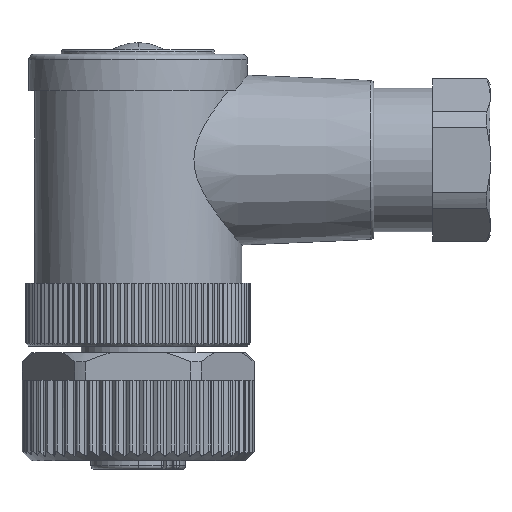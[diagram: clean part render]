
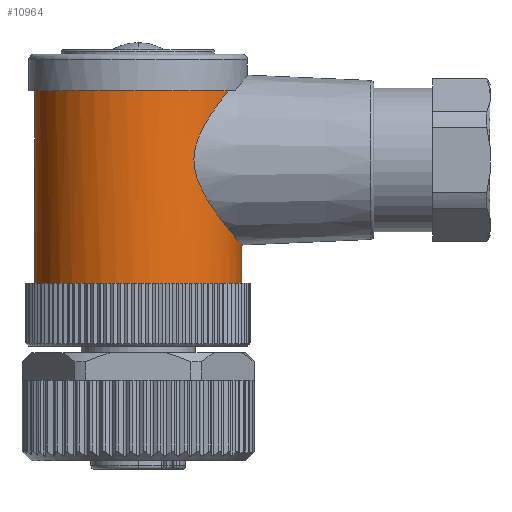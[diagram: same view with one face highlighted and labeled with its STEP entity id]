
A CAD part, front view. The second image highlights one B-rep face of the part: STEP entity #10964.
In plain terms, the highlighted cylindrical face has radius 9 mm (diameter 18 mm), a partial arc.
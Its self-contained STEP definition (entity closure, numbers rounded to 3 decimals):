
#10857=AXIS2_PLACEMENT_3D('Cylinder Axis2P3D',#10854,#10855,#10856) ;
#4137=CARTESIAN_POINT('Control Point',(19.1,10.082,16.2)) ;
#4138=CARTESIAN_POINT('Control Point',(19.1,9.2,16.2)) ;
#4139=CARTESIAN_POINT('Control Point',(18.992,8.318,16.2)) ;
#4140=CARTESIAN_POINT('Control Point',(18.776,7.454,16.2)) ;
#4141=CARTESIAN_POINT('Control Point',(18.137,5.796,16.2)) ;
#4142=CARTESIAN_POINT('Control Point',(17.116,4.342,16.2)) ;
#4143=CARTESIAN_POINT('Control Point',(16.519,3.681,16.2)) ;
#4144=CARTESIAN_POINT('Control Point',(15.175,2.519,16.2)) ;
#4145=CARTESIAN_POINT('Control Point',(13.59,1.716,16.2)) ;
#4146=CARTESIAN_POINT('Control Point',(12.752,1.413,16.2)) ;
#4147=CARTESIAN_POINT('Control Point',(11.019,1.021,16.2)) ;
#4148=CARTESIAN_POINT('Control Point',(9.243,1.057,16.2)) ;
#4149=CARTESIAN_POINT('Control Point',(8.361,1.185,16.2)) ;
#4150=CARTESIAN_POINT('Control Point',(6.647,1.654,16.2)) ;
#4151=CARTESIAN_POINT('Control Point',(5.097,2.522,16.2)) ;
#4152=CARTESIAN_POINT('Control Point',(4.379,3.05,16.2)) ;
#4153=CARTESIAN_POINT('Control Point',(3.088,4.27,16.2)) ;
#4154=CARTESIAN_POINT('Control Point',(2.129,5.765,16.2)) ;
#4155=CARTESIAN_POINT('Control Point',(1.743,6.569,16.2)) ;
#4156=CARTESIAN_POINT('Control Point',(1.344,7.758,16.2)) ;
#4157=CARTESIAN_POINT('Control Point',(1.155,8.991,16.2)) ;
#4158=CARTESIAN_POINT('Control Point',(1.118,9.355,16.2)) ;
#4159=CARTESIAN_POINT('Control Point',(1.1,9.718,16.2)) ;
#4160=CARTESIAN_POINT('Control Point',(1.1,10.082,16.2)) ;
#4161=CARTESIAN_POINT('Vertex',(19.1,10.082,16.2)) ;
#4163=CARTESIAN_POINT('Vertex',(1.1,10.082,16.2)) ;
#10854=CARTESIAN_POINT('Axis2P3D Location',(10.1,10.082,14.1)) ;
#10859=CARTESIAN_POINT('Line Origine',(1.1,10.082,14.1)) ;
#10863=CARTESIAN_POINT('Vertex',(1.1,10.082,32.9)) ;
#10866=CARTESIAN_POINT('Line Origine',(19.1,10.082,14.1)) ;
#10870=CARTESIAN_POINT('Vertex',(19.1,10.082,19.5)) ;
#10874=CARTESIAN_POINT('Control Point',(19.1,10.082,19.5)) ;
#10875=CARTESIAN_POINT('Control Point',(19.1,9.242,19.5)) ;
#10876=CARTESIAN_POINT('Control Point',(18.979,8.404,19.642)) ;
#10877=CARTESIAN_POINT('Control Point',(18.76,7.632,19.902)) ;
#10878=CARTESIAN_POINT('Vertex',(18.76,7.632,19.902)) ;
#10882=CARTESIAN_POINT('Control Point',(18.76,7.632,19.902)) ;
#10883=CARTESIAN_POINT('Control Point',(18.54,6.852,20.164)) ;
#10884=CARTESIAN_POINT('Control Point',(18.225,6.145,20.543)) ;
#10885=CARTESIAN_POINT('Control Point',(17.862,5.527,21.)) ;
#10886=CARTESIAN_POINT('Vertex',(17.862,5.527,21.)) ;
#10890=CARTESIAN_POINT('Control Point',(17.862,5.527,21.)) ;
#10891=CARTESIAN_POINT('Control Point',(17.501,4.911,21.456)) ;
#10892=CARTESIAN_POINT('Control Point',(17.095,4.387,21.984)) ;
#10893=CARTESIAN_POINT('Control Point',(16.684,3.946,22.579)) ;
#10894=CARTESIAN_POINT('Vertex',(16.684,3.946,22.579)) ;
#10898=CARTESIAN_POINT('Control Point',(16.684,3.946,22.579)) ;
#10899=CARTESIAN_POINT('Control Point',(16.272,3.504,23.175)) ;
#10900=CARTESIAN_POINT('Control Point',(15.855,3.15,23.831)) ;
#10901=CARTESIAN_POINT('Control Point',(15.518,2.895,24.568)) ;
#10902=CARTESIAN_POINT('Vertex',(15.518,2.895,24.568)) ;
#10906=CARTESIAN_POINT('Control Point',(15.518,2.895,24.568)) ;
#10907=CARTESIAN_POINT('Control Point',(15.264,2.704,25.12)) ;
#10908=CARTESIAN_POINT('Control Point',(15.058,2.569,25.721)) ;
#10909=CARTESIAN_POINT('Control Point',(14.94,2.494,26.358)) ;
#10910=CARTESIAN_POINT('Control Point',(14.953,2.502,26.992)) ;
#10911=CARTESIAN_POINT('Vertex',(14.953,2.502,26.992)) ;
#10915=CARTESIAN_POINT('Control Point',(14.953,2.502,26.992)) ;
#10916=CARTESIAN_POINT('Control Point',(14.965,2.511,27.626)) ;
#10917=CARTESIAN_POINT('Control Point',(15.106,2.599,28.254)) ;
#10918=CARTESIAN_POINT('Control Point',(15.328,2.749,28.843)) ;
#10919=CARTESIAN_POINT('Control Point',(15.591,2.951,29.388)) ;
#10920=CARTESIAN_POINT('Vertex',(15.591,2.951,29.388)) ;
#10924=CARTESIAN_POINT('Control Point',(15.591,2.951,29.388)) ;
#10925=CARTESIAN_POINT('Control Point',(15.941,3.22,30.114)) ;
#10926=CARTESIAN_POINT('Control Point',(16.358,3.585,30.757)) ;
#10927=CARTESIAN_POINT('Control Point',(16.77,4.039,31.344)) ;
#10928=CARTESIAN_POINT('Vertex',(16.77,4.039,31.344)) ;
#10932=CARTESIAN_POINT('Control Point',(16.77,4.039,31.344)) ;
#10933=CARTESIAN_POINT('Control Point',(17.181,4.494,31.932)) ;
#10934=CARTESIAN_POINT('Control Point',(17.586,5.034,32.454)) ;
#10935=CARTESIAN_POINT('Control Point',(17.942,5.665,32.9)) ;
#10936=CARTESIAN_POINT('Vertex',(17.942,5.665,32.9)) ;
#10940=CARTESIAN_POINT('Control Point',(1.1,10.082,32.9)) ;
#10941=CARTESIAN_POINT('Control Point',(1.1,7.716,32.9)) ;
#10942=CARTESIAN_POINT('Control Point',(1.877,5.35,32.9)) ;
#10943=CARTESIAN_POINT('Control Point',(3.437,3.329,32.9)) ;
#10944=CARTESIAN_POINT('Control Point',(7.62,0.624,32.9)) ;
#10945=CARTESIAN_POINT('Control Point',(12.591,0.928,32.9)) ;
#10946=CARTESIAN_POINT('Control Point',(14.942,1.924,32.9)) ;
#10947=CARTESIAN_POINT('Control Point',(16.781,3.604,32.9)) ;
#10948=CARTESIAN_POINT('Control Point',(17.942,5.665,32.9)) ;
#10855=DIRECTION('Axis2P3D Direction',(0.,-0.,1.)) ;
#10856=DIRECTION('Axis2P3D XDirection',(-1.,0.,0.)) ;
#10860=DIRECTION('Vector Direction',(0.,0.,1.)) ;
#10867=DIRECTION('Vector Direction',(0.,0.,1.)) ;
#10861=VECTOR('Line Direction',#10860,1.) ;
#10868=VECTOR('Line Direction',#10867,1.) ;
#10951=ORIENTED_EDGE('',*,*,#10865,.F.) ;
#10952=ORIENTED_EDGE('',*,*,#4165,.F.) ;
#10953=ORIENTED_EDGE('',*,*,#10872,.F.) ;
#10954=ORIENTED_EDGE('',*,*,#10880,.T.) ;
#10955=ORIENTED_EDGE('',*,*,#10888,.T.) ;
#10956=ORIENTED_EDGE('',*,*,#10896,.T.) ;
#10957=ORIENTED_EDGE('',*,*,#10904,.T.) ;
#10958=ORIENTED_EDGE('',*,*,#10913,.T.) ;
#10959=ORIENTED_EDGE('',*,*,#10922,.T.) ;
#10960=ORIENTED_EDGE('',*,*,#10930,.T.) ;
#10961=ORIENTED_EDGE('',*,*,#10938,.T.) ;
#10962=ORIENTED_EDGE('',*,*,#10949,.F.) ;
#10964=ADVANCED_FACE('Hauptk\X2\00F6\X0\rper',(#10963),#10858,.T.) ;
#4136=B_SPLINE_CURVE_WITH_KNOTS('',5,(#4137,#4138,#4139,#4140,#4141,#4142,#4143,#4144,#4145,#4146,#4147,#4148,#4149,#4150,#4151,#4152,#4153,#4154,#4155,#4156,#4157,#4158,#4159,#4160),.UNSPECIFIED.,.F.,.U.,(6,3,3,3,3,3,3,6),(0.,6.235,12.471,18.706,24.941,31.177,37.412,39.983),.UNSPECIFIED.) ;
#10873=B_SPLINE_CURVE_WITH_KNOTS('',3,(#10874,#10875,#10876,#10877),.UNSPECIFIED.,.F.,.U.,(4,4),(0.,3.578),.UNSPECIFIED.) ;
#10881=B_SPLINE_CURVE_WITH_KNOTS('',3,(#10882,#10883,#10884,#10885),.UNSPECIFIED.,.F.,.U.,(4,4),(0.,3.612),.UNSPECIFIED.) ;
#10889=B_SPLINE_CURVE_WITH_KNOTS('',3,(#10890,#10891,#10892,#10893),.UNSPECIFIED.,.F.,.U.,(4,4),(0.,3.601),.UNSPECIFIED.) ;
#10897=B_SPLINE_CURVE_WITH_KNOTS('',3,(#10898,#10899,#10900,#10901),.UNSPECIFIED.,.F.,.U.,(4,4),(0.,3.606),.UNSPECIFIED.) ;
#10905=B_SPLINE_CURVE_WITH_KNOTS('',4,(#10906,#10907,#10908,#10909,#10910),.UNSPECIFIED.,.F.,.U.,(5,5),(0.,3.61),.UNSPECIFIED.) ;
#10914=B_SPLINE_CURVE_WITH_KNOTS('',4,(#10915,#10916,#10917,#10918,#10919),.UNSPECIFIED.,.F.,.U.,(5,5),(0.,3.607),.UNSPECIFIED.) ;
#10923=B_SPLINE_CURVE_WITH_KNOTS('',3,(#10924,#10925,#10926,#10927),.UNSPECIFIED.,.F.,.U.,(4,4),(0.,3.603),.UNSPECIFIED.) ;
#10931=B_SPLINE_CURVE_WITH_KNOTS('',3,(#10932,#10933,#10934,#10935),.UNSPECIFIED.,.F.,.U.,(4,4),(0.,3.609),.UNSPECIFIED.) ;
#10939=B_SPLINE_CURVE_WITH_KNOTS('',5,(#10940,#10941,#10942,#10943,#10944,#10945,#10946,#10947,#10948),.UNSPECIFIED.,.F.,.U.,(6,3,6),(-11.829,0.,11.829),.UNSPECIFIED.) ;
#10858=CYLINDRICAL_SURFACE('generated cylinder',#10857,9.) ;
#4165=EDGE_CURVE('',#4162,#4164,#4136,.T.) ;
#10865=EDGE_CURVE('',#4164,#10864,#10862,.T.) ;
#10872=EDGE_CURVE('',#10871,#4162,#10869,.F.) ;
#10880=EDGE_CURVE('',#10871,#10879,#10873,.T.) ;
#10888=EDGE_CURVE('',#10879,#10887,#10881,.T.) ;
#10896=EDGE_CURVE('',#10887,#10895,#10889,.T.) ;
#10904=EDGE_CURVE('',#10895,#10903,#10897,.T.) ;
#10913=EDGE_CURVE('',#10903,#10912,#10905,.T.) ;
#10922=EDGE_CURVE('',#10912,#10921,#10914,.T.) ;
#10930=EDGE_CURVE('',#10921,#10929,#10923,.T.) ;
#10938=EDGE_CURVE('',#10929,#10937,#10931,.T.) ;
#10949=EDGE_CURVE('',#10864,#10937,#10939,.T.) ;
#10950=EDGE_LOOP('',(#10951,#10952,#10953,#10954,#10955,#10956,#10957,#10958,#10959,#10960,#10961,#10962)) ;
#10963=FACE_OUTER_BOUND('',#10950,.T.) ;
#10862=LINE('Line',#10859,#10861) ;
#10869=LINE('Line',#10866,#10868) ;
#4162=VERTEX_POINT('',#4161) ;
#4164=VERTEX_POINT('',#4163) ;
#10864=VERTEX_POINT('',#10863) ;
#10871=VERTEX_POINT('',#10870) ;
#10879=VERTEX_POINT('',#10878) ;
#10887=VERTEX_POINT('',#10886) ;
#10895=VERTEX_POINT('',#10894) ;
#10903=VERTEX_POINT('',#10902) ;
#10912=VERTEX_POINT('',#10911) ;
#10921=VERTEX_POINT('',#10920) ;
#10929=VERTEX_POINT('',#10928) ;
#10937=VERTEX_POINT('',#10936) ;
